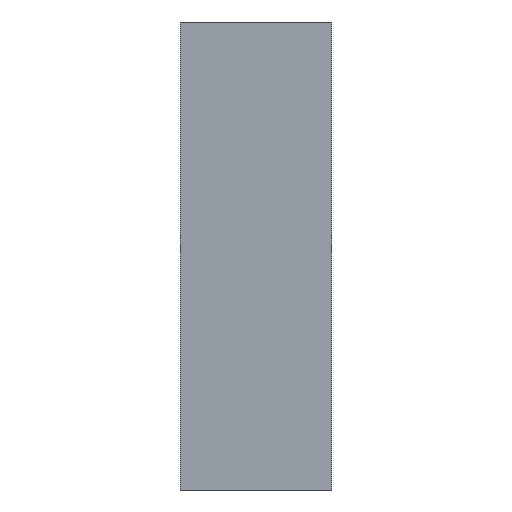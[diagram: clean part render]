
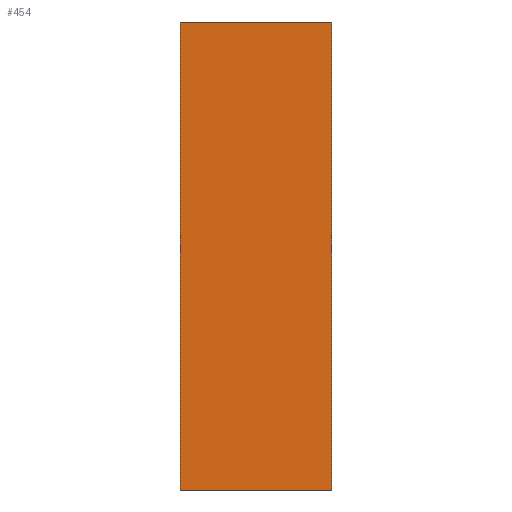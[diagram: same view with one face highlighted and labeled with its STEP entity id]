
A CAD part, front view. The second image highlights one B-rep face of the part: STEP entity #454.
In plain terms, the highlighted planar face has unit normal (0, -1, 0).
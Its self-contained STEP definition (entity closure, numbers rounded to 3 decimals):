
#28 = VERTEX_POINT ( 'NONE', #100 ) ;
#100 = CARTESIAN_POINT ( 'NONE',  ( 295., 0., -910. ) ) ;
#295 = CARTESIAN_POINT ( 'NONE',  ( 0., 0., -910. ) ) ;
#454 = ADVANCED_FACE ( 'NONE', ( #2240 ), #998, .T. ) ;
#611 = CARTESIAN_POINT ( 'NONE',  ( 0., 0., -910. ) ) ;
#654 = VERTEX_POINT ( 'NONE', #3878 ) ;
#917 = EDGE_CURVE ( 'NONE', #654, #28, #2969, .T. ) ;
#998 = PLANE ( 'NONE',  #2681 ) ;
#1205 = CARTESIAN_POINT ( 'NONE',  ( 0., 0., 0. ) ) ;
#1291 = CARTESIAN_POINT ( 'NONE',  ( 295., 0., 0. ) ) ;
#1369 = VERTEX_POINT ( 'NONE', #1291 ) ;
#1436 = DIRECTION ( 'NONE',  ( 0., 0., -1. ) ) ;
#1438 = CARTESIAN_POINT ( 'NONE',  ( 295., 0., -910. ) ) ;
#1659 = EDGE_CURVE ( 'NONE', #654, #4405, #4571, .T. ) ;
#1750 = VECTOR ( 'NONE', #2246, 1000. ) ;
#1841 = EDGE_CURVE ( 'NONE', #4405, #1369, #5033, .T. ) ;
#2106 = EDGE_CURVE ( 'NONE', #28, #1369, #3532, .T. ) ;
#2184 = EDGE_LOOP ( 'NONE', ( #4994, #4551, #2310, #3445 ) ) ;
#2240 = FACE_OUTER_BOUND ( 'NONE', #2184, .T. ) ;
#2246 = DIRECTION ( 'NONE',  ( 1., 0., 0. ) ) ;
#2310 = ORIENTED_EDGE ( 'NONE', *, *, #917, .T. ) ;
#2416 = VECTOR ( 'NONE', #4803, 1000. ) ;
#2681 = AXIS2_PLACEMENT_3D ( 'NONE', #611, #4361, #1436 ) ;
#2946 = VECTOR ( 'NONE', #2947, 1000. ) ;
#2947 = DIRECTION ( 'NONE',  ( 1., 0., 0. ) ) ;
#2969 = LINE ( 'NONE', #3048, #1750 ) ;
#2974 = CARTESIAN_POINT ( 'NONE',  ( 0., 0., 0. ) ) ;
#3048 = CARTESIAN_POINT ( 'NONE',  ( 0., 0., -910. ) ) ;
#3445 = ORIENTED_EDGE ( 'NONE', *, *, #2106, .T. ) ;
#3532 = LINE ( 'NONE', #1438, #2416 ) ;
#3878 = CARTESIAN_POINT ( 'NONE',  ( 0., 0., -910. ) ) ;
#4099 = DIRECTION ( 'NONE',  ( 0., 0., 1. ) ) ;
#4361 = DIRECTION ( 'NONE',  ( 0., -1., 0. ) ) ;
#4405 = VERTEX_POINT ( 'NONE', #1205 ) ;
#4551 = ORIENTED_EDGE ( 'NONE', *, *, #1659, .F. ) ;
#4571 = LINE ( 'NONE', #295, #5439 ) ;
#4803 = DIRECTION ( 'NONE',  ( 0., 0., 1. ) ) ;
#4994 = ORIENTED_EDGE ( 'NONE', *, *, #1841, .F. ) ;
#5033 = LINE ( 'NONE', #2974, #2946 ) ;
#5439 = VECTOR ( 'NONE', #4099, 1000. ) ;
